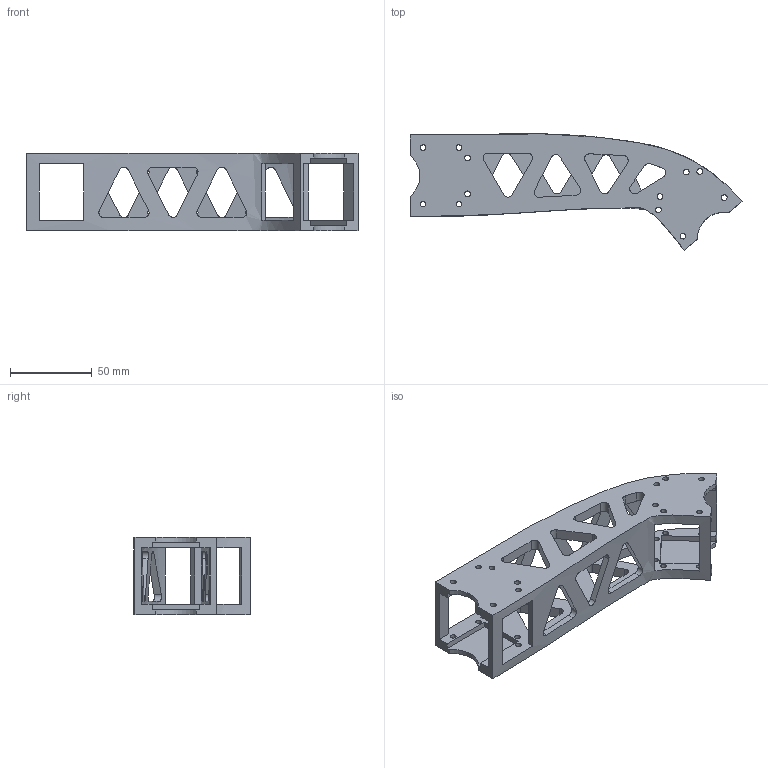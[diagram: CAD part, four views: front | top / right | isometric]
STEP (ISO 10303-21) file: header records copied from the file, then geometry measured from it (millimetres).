
FILE_DESCRIPTION(('Open CASCADE Model'),'2;1');
FILE_NAME('Open CASCADE Shape Model','2025-08-19T01:21:40',('Author'),( 'Open CASCADE'),'Open CASCADE STEP processor 7.8','Open CASCADE 7.8' ,'Unknown');
FILE_SCHEMA(('AUTOMOTIVE_DESIGN { 1 0 10303 214 1 1 1 1 }'));
Length unit declared in the file: millimetre
Products named in the file (1): Open CASCADE STEP translator 7.8 1
Bounding box: 203.41 x 71.31 x 47.5 mm (x, y, z)
Volume: 104613.2 mm3; surface area: 55078.8 mm2
Topology: 1 solids, 1 shells, 160 faces, 492 edges, 328 vertices
Faces by surface type: plane 81, cylinder 73, extrusion 6
Full cylindrical faces by diameter (mm): 3.5 x24
Entity records: 19024 total; most frequent: CARTESIAN_POINT 10084, DIRECTION 1349, ORIENTED_EDGE 984, PCURVE 984, DEFINITIONAL_REPRESENTATION 984, VECTOR 790, LINE 784, EDGE_CURVE 492
